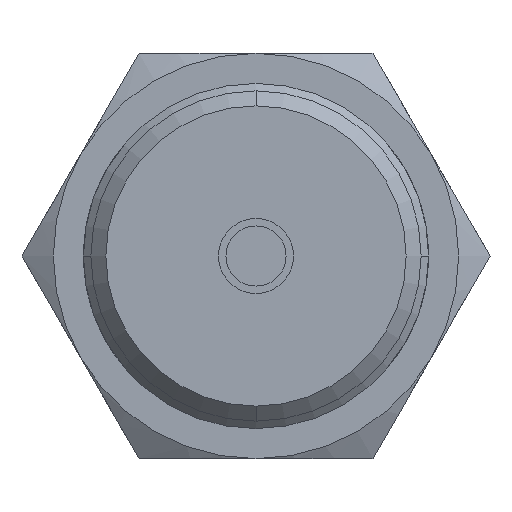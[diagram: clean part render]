
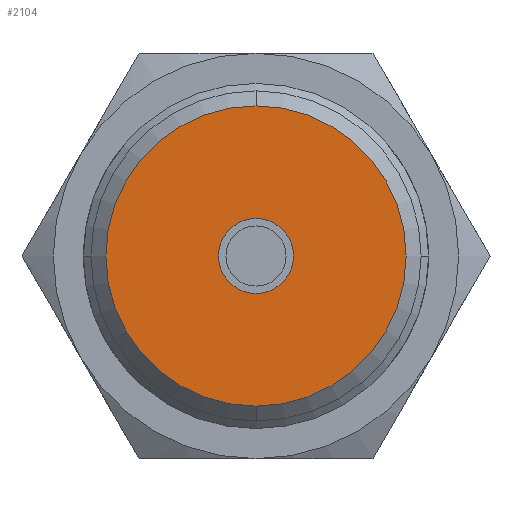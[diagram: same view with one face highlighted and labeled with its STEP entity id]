
A CAD part, left-side view. The second image highlights one B-rep face of the part: STEP entity #2104.
In plain terms, the highlighted planar face has unit normal (-1, 0, 0).
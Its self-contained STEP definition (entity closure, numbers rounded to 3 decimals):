
#29 = CARTESIAN_POINT ( 'NONE',  ( -68., 0., 10. ) ) ;
#189 = VERTEX_POINT ( 'NONE', #4958 ) ;
#762 = VERTEX_POINT ( 'NONE', #29 ) ;
#1013 = DIRECTION ( 'NONE',  ( 0., 0., -1. ) ) ;
#1018 = DIRECTION ( 'NONE',  ( 1., 0., 0. ) ) ;
#1041 = CARTESIAN_POINT ( 'NONE',  ( -68., 0., 0. ) ) ;
#1217 = FACE_OUTER_BOUND ( 'NONE', #6331, .T. ) ;
#1233 = FACE_BOUND ( 'NONE', #5703, .T. ) ;
#1335 = DIRECTION ( 'NONE',  ( 0., 0., -1. ) ) ;
#1459 = DIRECTION ( 'NONE',  ( 0., 0., 1. ) ) ;
#1502 = DIRECTION ( 'NONE',  ( -1., 0., 0. ) ) ;
#1520 = CARTESIAN_POINT ( 'NONE',  ( -68., 0., 0. ) ) ;
#1577 = DIRECTION ( 'NONE',  ( 0., 0., 1. ) ) ;
#1584 = DIRECTION ( 'NONE',  ( -1., 0., 0. ) ) ;
#1596 = CARTESIAN_POINT ( 'NONE',  ( -68., 0., 0. ) ) ;
#1640 = AXIS2_PLACEMENT_3D ( 'NONE', #3631, #3624, #3604 ) ;
#1847 = DIRECTION ( 'NONE',  ( 1., 0., 0. ) ) ;
#1879 = CARTESIAN_POINT ( 'NONE',  ( -68., 2.5, 0. ) ) ;
#1893 = CIRCLE ( 'NONE', #6182, 2.5 ) ;
#2027 = AXIS2_PLACEMENT_3D ( 'NONE', #1041, #1018, #1013 ) ;
#2058 = AXIS2_PLACEMENT_3D ( 'NONE', #1596, #1584, #1577 ) ;
#2104 = ADVANCED_FACE ( '0:57', ( #1217, #1233 ), #4077, .F. ) ;
#2704 = EDGE_CURVE ( 'NONE', #3373, #762, #6705, .T. ) ;
#2811 = ORIENTED_EDGE ( 'NONE', *, *, #4913, .F. ) ;
#2892 = VERTEX_POINT ( 'NONE', #4205 ) ;
#3304 = CARTESIAN_POINT ( 'NONE',  ( -68., 0., -10. ) ) ;
#3373 = VERTEX_POINT ( 'NONE', #3304 ) ;
#3604 = DIRECTION ( 'NONE',  ( 0., 0., -1. ) ) ;
#3624 = DIRECTION ( 'NONE',  ( 1., 0., 0. ) ) ;
#3631 = CARTESIAN_POINT ( 'NONE',  ( -68., 0., 0. ) ) ;
#4077 = PLANE ( 'NONE',  #4933 ) ;
#4205 = CARTESIAN_POINT ( 'NONE',  ( -68., 0., 2.5 ) ) ;
#4529 = CIRCLE ( 'NONE', #1640, 10. ) ;
#4913 = EDGE_CURVE ( 'NONE', #189, #2892, #5228, .T. ) ;
#4933 = AXIS2_PLACEMENT_3D ( 'NONE', #1879, #1847, #1335 ) ;
#4958 = CARTESIAN_POINT ( 'NONE',  ( -68., 0., -2.5 ) ) ;
#5228 = CIRCLE ( 'NONE', #2058, 2.5 ) ;
#5652 = ORIENTED_EDGE ( 'NONE', *, *, #2704, .F. ) ;
#5703 = EDGE_LOOP ( 'NONE', ( #6105, #2811 ) ) ;
#5848 = EDGE_CURVE ( 'NONE', #2892, #189, #1893, .T. ) ;
#6101 = ORIENTED_EDGE ( 'NONE', *, *, #6805, .F. ) ;
#6105 = ORIENTED_EDGE ( 'NONE', *, *, #5848, .F. ) ;
#6182 = AXIS2_PLACEMENT_3D ( 'NONE', #1520, #1502, #1459 ) ;
#6331 = EDGE_LOOP ( 'NONE', ( #5652, #6101 ) ) ;
#6705 = CIRCLE ( 'NONE', #2027, 10. ) ;
#6805 = EDGE_CURVE ( 'NONE', #762, #3373, #4529, .T. ) ;
